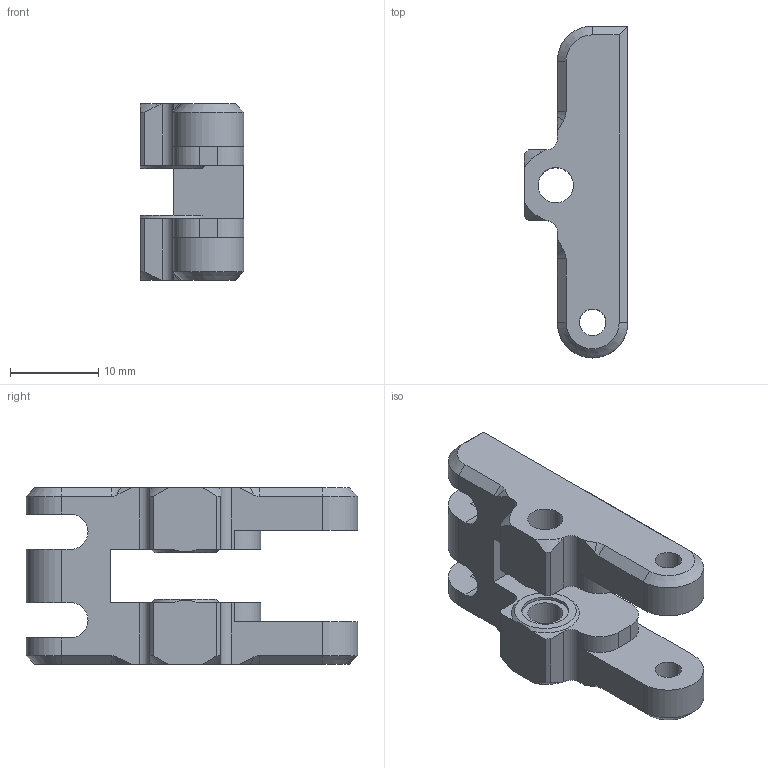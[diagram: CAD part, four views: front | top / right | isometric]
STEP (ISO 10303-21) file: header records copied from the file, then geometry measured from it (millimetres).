
FILE_DESCRIPTION (( 'STEP AP203' ), '1' );
FILE_NAME ('Tensor filamento 2017 MK8.STEP', '2017-01-26T18:57:36', ( '' ), ( '' ), 'SwSTEP 2.0', 'SolidWorks 2016', '' );
FILE_SCHEMA (( 'CONFIG_CONTROL_DESIGN' ));
Length unit declared in the file: millimetre
Products named in the file (1): Tensor filamento 2017 MK8
Bounding box: 11.75 x 37.5 x 20 mm (x, y, z)
Volume: 3749.5 mm3; surface area: 2779.3 mm2
Topology: 1 solids, 1 shells, 104 faces, 293 edges, 192 vertices
Faces by surface type: plane 55, cylinder 29, cone 20
Entity records: 3488 total; most frequent: CARTESIAN_POINT 666, ORIENTED_EDGE 586, DIRECTION 565, EDGE_CURVE 293, VERTEX_POINT 192, LINE 191, VECTOR 191, AXIS2_PLACEMENT_3D 187
